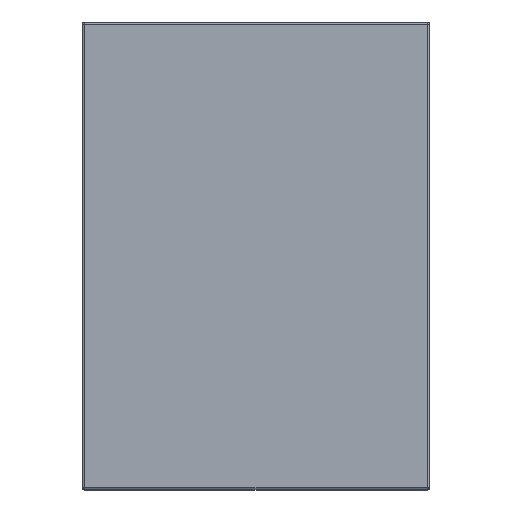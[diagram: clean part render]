
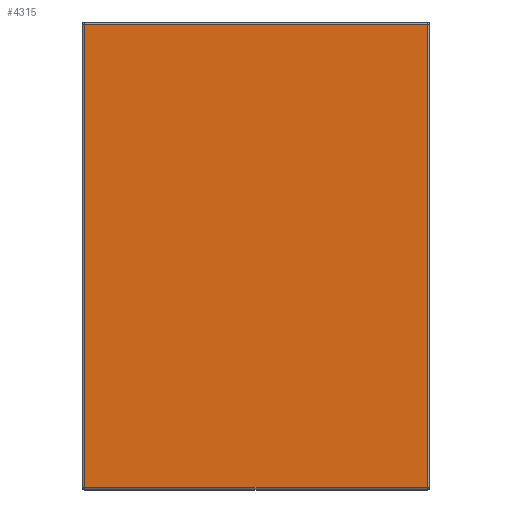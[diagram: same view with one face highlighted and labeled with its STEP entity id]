
A CAD part, top view. The second image highlights one B-rep face of the part: STEP entity #4315.
In plain terms, the highlighted planar face has unit normal (0, 0, 1).
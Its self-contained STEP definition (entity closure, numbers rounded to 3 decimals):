
#182=PLANE('',#4770);
#352=LINE('',#7066,#614);
#360=LINE('',#7102,#622);
#362=LINE('',#7105,#624);
#366=LINE('',#7119,#628);
#614=VECTOR('',#5595,10.);
#622=VECTOR('',#5641,10.);
#624=VECTOR('',#5645,10.);
#628=VECTOR('',#5665,10.);
#1016=FACE_OUTER_BOUND('',#1337,.T.);
#1337=EDGE_LOOP('',(#3289,#3290,#3291,#3292));
#2007=VERTEX_POINT('',#7029);
#2014=VERTEX_POINT('',#7051);
#2016=VERTEX_POINT('',#7057);
#2022=VERTEX_POINT('',#7081);
#2446=EDGE_CURVE('',#2007,#2016,#352,.T.);
#2465=EDGE_CURVE('',#2016,#2022,#360,.T.);
#2467=EDGE_CURVE('',#2022,#2014,#362,.T.);
#2474=EDGE_CURVE('',#2014,#2007,#366,.T.);
#3289=ORIENTED_EDGE('',*,*,#2446,.F.);
#3290=ORIENTED_EDGE('',*,*,#2474,.F.);
#3291=ORIENTED_EDGE('',*,*,#2467,.F.);
#3292=ORIENTED_EDGE('',*,*,#2465,.F.);
#4315=ADVANCED_FACE('',(#1016),#182,.T.);
#4770=AXIS2_PLACEMENT_3D('',#7149,#5701,#5702);
#5595=DIRECTION('',(1.,0.,0.));
#5641=DIRECTION('',(0.,-1.,0.));
#5645=DIRECTION('',(-1.,0.,0.));
#5665=DIRECTION('',(0.,1.,0.));
#5701=DIRECTION('center_axis',(0.,0.,1.));
#5702=DIRECTION('ref_axis',(1.,0.,0.));
#7029=CARTESIAN_POINT('',(-7.85,10.45,13.6));
#7051=CARTESIAN_POINT('',(-7.85,-10.75,13.6));
#7057=CARTESIAN_POINT('',(7.85,10.45,13.6));
#7066=CARTESIAN_POINT('',(3.975,10.45,13.6));
#7081=CARTESIAN_POINT('',(7.85,-10.75,13.6));
#7102=CARTESIAN_POINT('',(7.85,-5.5,13.6));
#7105=CARTESIAN_POINT('',(-3.975,-10.75,13.6));
#7119=CARTESIAN_POINT('',(-7.85,5.2,13.6));
#7149=CARTESIAN_POINT('Origin',(0.,-0.15,13.6));
